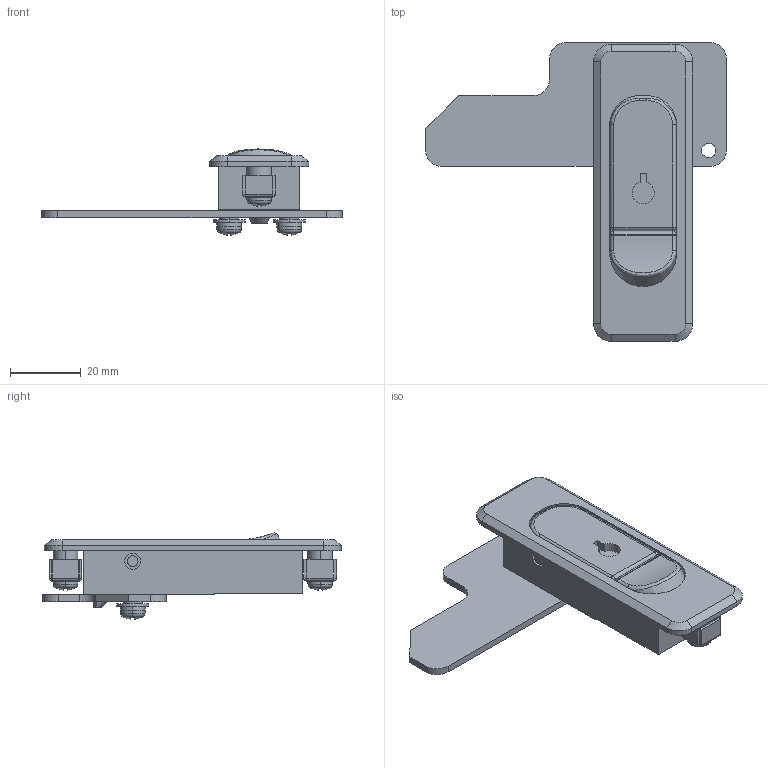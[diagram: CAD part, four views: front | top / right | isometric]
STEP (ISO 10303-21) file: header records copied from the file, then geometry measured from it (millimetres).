
FILE_DESCRIPTION (( 'STEP AP203' ), '1' );
FILE_NAME ('A-1240-B-3-1.STEP', '2021-04-08T02:38:18', ( '' ), ( '' ), 'SwSTEP 2.0', 'SolidWorks 2018', '' );
FILE_SCHEMA (( 'CONFIG_CONTROL_DESIGN' ));
Length unit declared in the file: millimetre
Products named in the file (11): A-1240-B-3-1_small screw with cross hole__M4x8十字穴付なべ小ねじ(SUS)ダブルセムス(P3); A-1240-B-3-1_washer_; A-1240-B-3-1_clasp_; A-1240-B-3-1_small screw with cross hole__M4x6十字穴付なべ小ねじ(SUS); A-1240-B-3-1_handle_; A-1240-B-3-1_back cover_; A-1240-B-3-1_button shaft_; A-1240-B-3-1; A-1240-B-3-1_body_; A-1240-B-3-1_handle shaft_; A-1240-B-3-1_button_
Assembly tree (13 placements, depth 2):
  A-1240-B-3-1
    A-1240-B-3-1_body_
    A-1240-B-3-1_handle_
    A-1240-B-3-1_button_
    A-1240-B-3-1_back cover_
    A-1240-B-3-1_handle shaft_
    A-1240-B-3-1_button shaft_
    A-1240-B-3-1_clasp_
    A-1240-B-3-1_small screw with cross hole__M4x8十字穴付なべ小ねじ(SUS)ダブルセムス(P3)  x2
    A-1240-B-3-1_washer_  x2
    A-1240-B-3-1_small screw with cross hole__M4x6十字穴付なべ小ねじ(SUS)  x2
Bounding box: 85 x 84.5 x 24.32 mm (x, y, z)
Volume: 22583.5 mm3; surface area: 21686.8 mm2
Topology: 13 solids, 13 shells, 486 faces, 1223 edges, 771 vertices
Faces by surface type: plane 289, cylinder 147, cone 20, sphere 12, torus 10, bspline 8
Entity records: 13143 total; most frequent: CARTESIAN_POINT 2877, DIRECTION 1922, ORIENTED_EDGE 1860, EDGE_CURVE 930, AXIS2_PLACEMENT_3D 669, VERTEX_POINT 593, LINE 584, VECTOR 584
